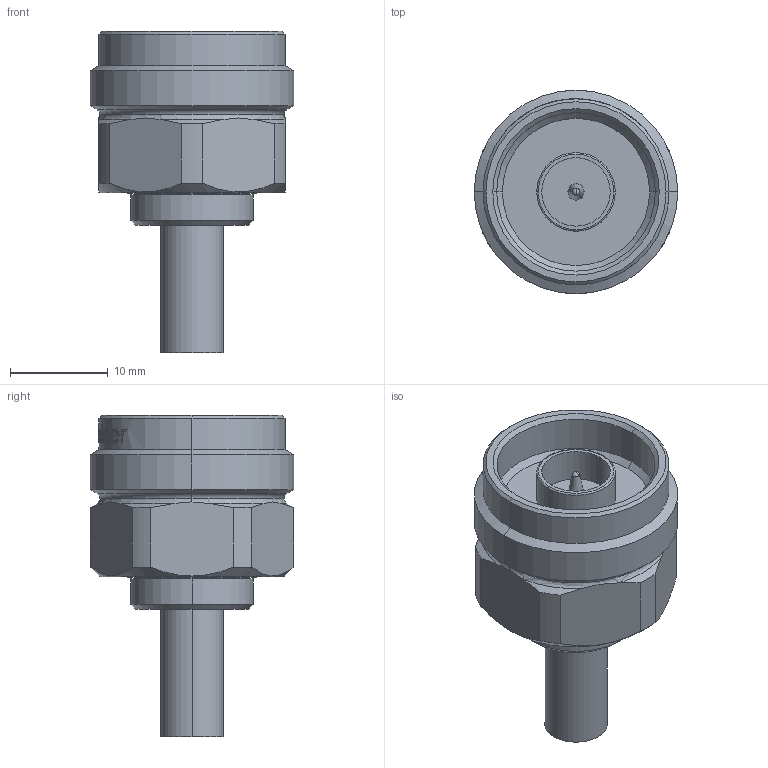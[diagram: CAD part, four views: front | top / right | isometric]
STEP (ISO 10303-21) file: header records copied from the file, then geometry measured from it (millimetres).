
FILE_DESCRIPTION (( 'STEP AP214' ), '1' );
FILE_NAME ('J01020A0108.STEP', '2017-11-15T15:35:10', ( '' ), ( '' ), 'SwSTEP 2.0', 'SolidWorks 2017', '' );
FILE_SCHEMA (( 'AUTOMOTIVE_DESIGN' ));
Length unit declared in the file: millimetre
Products named in the file (1): J01020A0108
Bounding box: 20.8 x 20.8 x 32.8 mm (x, y, z)
Volume: 4689 mm3; surface area: 2810.3 mm2
Topology: 1 solids, 1 shells, 254 faces, 633 edges, 411 vertices
Faces by surface type: plane 82, bspline 78, cylinder 50, cone 34, torus 8, sphere 2
Entity records: 13290 total; most frequent: CARTESIAN_POINT 4943, ORIENTED_EDGE 1266, DIRECTION 967, EDGE_CURVE 633, VERTEX_POINT 411, AXIS2_PLACEMENT_3D 351, EDGE_LOOP 284, VECTOR 265
